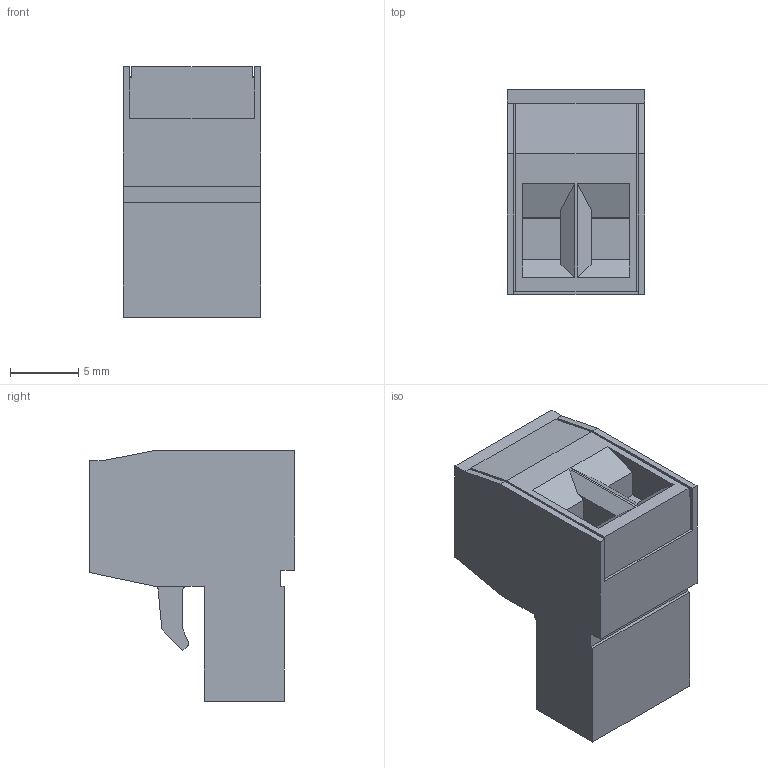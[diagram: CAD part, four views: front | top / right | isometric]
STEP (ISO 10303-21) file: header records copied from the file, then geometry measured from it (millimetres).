
FILE_DESCRIPTION((''),'2;1');
FILE_NAME('395200002','2015-02-05T',('ME'),(''),'PRO/ENGINEER BY PARAMETRIC TECHNOLOGY CORPORATION, 2011490','PRO/ENGINEER BY PARAMETRIC TECHNOLOGY CORPORATION, 2011490','');
FILE_SCHEMA(('CONFIG_CONTROL_DESIGN'));
Length unit declared in the file: inch
Products named in the file (1): 395200002
Bounding box: 10.01 x 14.99 x 18.29 mm (x, y, z)
Volume: 1775.8 mm3; surface area: 1346.7 mm2
Topology: 1 solids, 1 shells, 113 faces, 289 edges, 198 vertices
Faces by surface type: plane 91, cylinder 22
Entity records: 3416 total; most frequent: CARTESIAN_POINT 589, ORIENTED_EDGE 566, DIRECTION 561, EDGE_CURVE 283, VECTOR 245, LINE 245, VERTEX_POINT 186, AXIS2_PLACEMENT_3D 158
